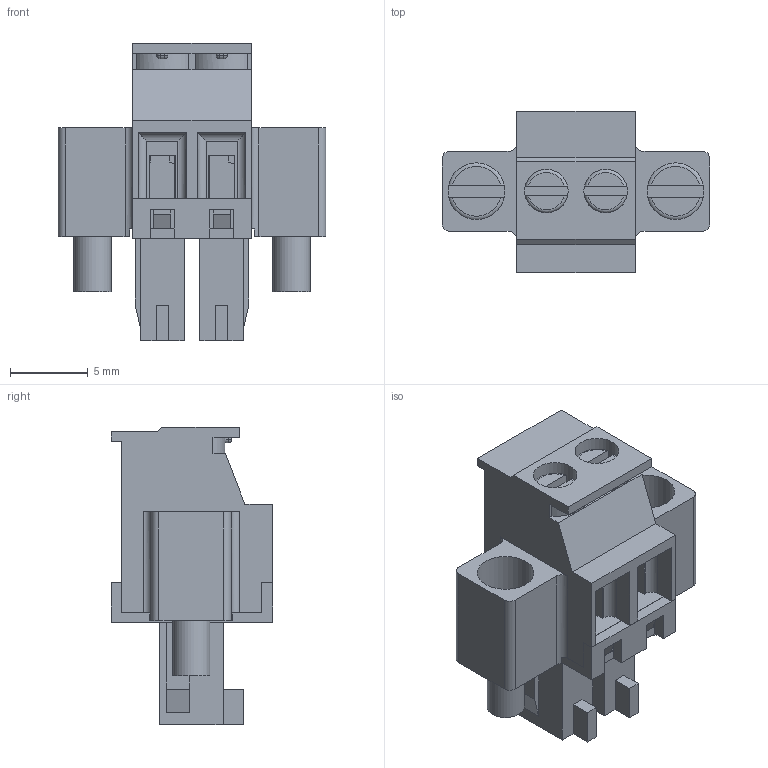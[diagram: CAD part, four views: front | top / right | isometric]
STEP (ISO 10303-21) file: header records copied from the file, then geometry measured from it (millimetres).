
FILE_DESCRIPTION( ( 'Unknown' ), '1' );
FILE_NAME( '691365310002.stp', 'Unknown', ( 'Unknown' ), ( 'Unknown' ), 'PSStep 14.0', 'Unknown', ' ' );
FILE_SCHEMA( ( 'AUTOMOTIVE_DESIGN { 1 0 10303 214 1 1 1 1 }' ) );
Length unit declared in the file: millimetre
Products named in the file (7): Assem1; 691361300002; 691361300002_CAPOT; 6913653100xx_VISSE; 6913653100xx_CAGE; 6913653100xx; 6913653100xx_VISSE_FLANGE
Assembly tree (10 placements, depth 2):
  Assem1
    691361300002
    691361300002_CAPOT
    6913653100xx_VISSE  x2
    6913653100xx_CAGE  x2
    6913653100xx  x2
    6913653100xx_VISSE_FLANGE  x2
Bounding box: 17.22 x 10.4 x 19.15 mm (x, y, z)
Volume: 950.7 mm3; surface area: 2826.7 mm2
Topology: 10 solids, 10 shells, 500 faces, 1361 edges, 881 vertices
Faces by surface type: plane 372, cylinder 108, torus 12, sphere 4, cone 4
Full cylindrical faces by diameter (mm): 1.2 x2, 1.75 x2, 1.9 x4, 2.4 x2, 2.5 x2, 2.8 x4, 3.65 x2, 3.8 x2
Entity records: 15256 total; most frequent: CARTESIAN_POINT 2266, ORIENTED_EDGE 2052, DIRECTION 1954, EDGE_CURVE 1026, LINE 846, VECTOR 846, VERTEX_POINT 676, AXIS2_PLACEMENT_3D 554
